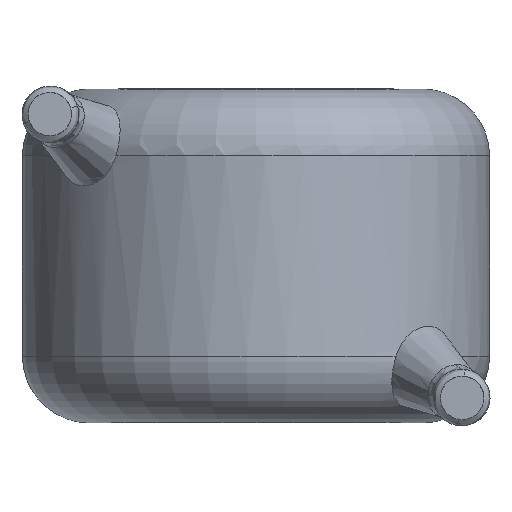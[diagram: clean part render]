
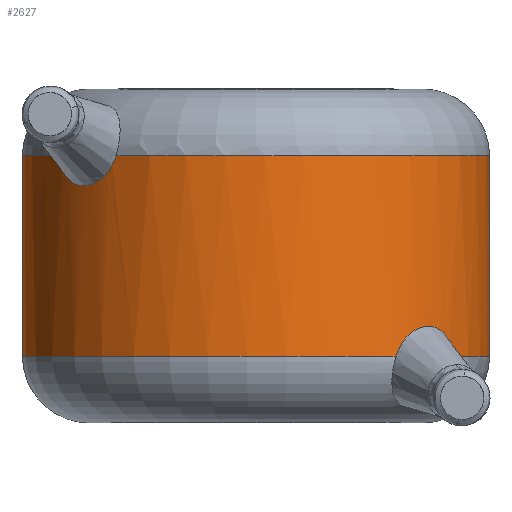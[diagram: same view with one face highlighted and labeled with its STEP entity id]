
A CAD part, front view. The second image highlights one B-rep face of the part: STEP entity #2627.
In plain terms, the highlighted cylindrical face has radius 3.5 mm (diameter 7 mm), a partial arc.
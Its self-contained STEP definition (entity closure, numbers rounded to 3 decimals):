
#1 = ORIENTED_EDGE ( 'NONE', *, *, #3042, .T. ) ;
#4 = CARTESIAN_POINT ( 'NONE',  ( -2.816, -2.079, 3.65 ) ) ;
#32 = CARTESIAN_POINT ( 'NONE',  ( -2.338, -2.606, 3.633 ) ) ;
#80 = CARTESIAN_POINT ( 'NONE',  ( 2.927, -1.919, 1.137 ) ) ;
#96 = EDGE_LOOP ( 'NONE', ( #3654, #3141, #554, #1603, #1, #3893, #2388, #815, #3585 ) ) ;
#107 = VERTEX_POINT ( 'NONE', #1379 ) ;
#128 = AXIS2_PLACEMENT_3D ( 'NONE', #972, #2596, #2912 ) ;
#141 = CARTESIAN_POINT ( 'NONE',  ( 2.376, -2.572, 1.399 ) ) ;
#226 = VECTOR ( 'NONE', #2536, 1000. ) ;
#375 = CARTESIAN_POINT ( 'NONE',  ( -2.903, -1.957, 3.799 ) ) ;
#412 = CARTESIAN_POINT ( 'NONE',  ( 2.476, -2.478, 1.445 ) ) ;
#492 = CIRCLE ( 'NONE', #1311, 3.5 ) ;
#503 = CARTESIAN_POINT ( 'NONE',  ( -2.098, -2.801, 4. ) ) ;
#554 = ORIENTED_EDGE ( 'NONE', *, *, #3124, .F. ) ;
#592 = CARTESIAN_POINT ( 'NONE',  ( -3.5, 0., 4. ) ) ;
#643 = CARTESIAN_POINT ( 'NONE',  ( -2.629, -2.313, 3.546 ) ) ;
#667 = DIRECTION ( 'NONE',  ( 0., 0., -1. ) ) ;
#670 = DIRECTION ( 'NONE',  ( 0., 0., -1. ) ) ;
#694 = CARTESIAN_POINT ( 'NONE',  ( -2.135, -2.774, 3.879 ) ) ;
#815 = ORIENTED_EDGE ( 'NONE', *, *, #3282, .T. ) ;
#972 = CARTESIAN_POINT ( 'NONE',  ( 0., 0., 5. ) ) ;
#977 = CARTESIAN_POINT ( 'NONE',  ( -3.5, 0., 5. ) ) ;
#1075 = EDGE_CURVE ( 'NONE', #4119, #2051, #492, .T. ) ;
#1096 = LINE ( 'NONE', #977, #226 ) ;
#1238 = DIRECTION ( 'NONE',  ( 0., 0., -1. ) ) ;
#1269 = VERTEX_POINT ( 'NONE', #592 ) ;
#1311 = AXIS2_PLACEMENT_3D ( 'NONE', #3959, #670, #2336 ) ;
#1368 = B_SPLINE_CURVE_WITH_KNOTS ( 'NONE', 3,
 ( #1739, #1794, #2115, #141, #412, #3360, #4013, #1412, #80, #1751 ),
 .UNSPECIFIED., .F., .F.,
 ( 4, 2, 2, 2, 4 ),
 ( 0., 0., 0.001, 0.001, 0.002 ),
 .UNSPECIFIED. ) ;
#1379 = CARTESIAN_POINT ( 'NONE',  ( 3.5, 0., 1. ) ) ;
#1412 = CARTESIAN_POINT ( 'NONE',  ( 2.883, -1.988, 1.259 ) ) ;
#1521 = DIRECTION ( 'NONE',  ( 1., 0., 0. ) ) ;
#1570 = CYLINDRICAL_SURFACE ( 'NONE', #128, 3.5 ) ;
#1585 = CARTESIAN_POINT ( 'NONE',  ( -2.94, -1.899, 4. ) ) ;
#1589 = EDGE_CURVE ( 'NONE', #3049, #107, #1678, .T. ) ;
#1603 = ORIENTED_EDGE ( 'NONE', *, *, #1615, .F. ) ;
#1615 = EDGE_CURVE ( 'NONE', #3797, #2155, #1619, .T. ) ;
#1619 = B_SPLINE_CURVE_WITH_KNOTS ( 'NONE', 3,
 ( #1585, #1690, #375, #4, #2623, #643, #2272, #3301, #32, #2638 ),
 .UNSPECIFIED., .F., .F.,
 ( 4, 2, 2, 2, 4 ),
 ( 0., 0., 0.001, 0.001, 0.001 ),
 .UNSPECIFIED. ) ;
#1678 = CIRCLE ( 'NONE', #4086, 3.5 ) ;
#1690 = CARTESIAN_POINT ( 'NONE',  ( -2.93, -1.914, 3.895 ) ) ;
#1700 = CARTESIAN_POINT ( 'NONE',  ( 2.94, -1.899, 1. ) ) ;
#1713 = CARTESIAN_POINT ( 'NONE',  ( -2.198, -2.726, 3.774 ) ) ;
#1739 = CARTESIAN_POINT ( 'NONE',  ( 2.098, -2.801, 1. ) ) ;
#1751 = CARTESIAN_POINT ( 'NONE',  ( 2.94, -1.899, 1. ) ) ;
#1794 = CARTESIAN_POINT ( 'NONE',  ( 2.137, -2.772, 1.13 ) ) ;
#2051 = VERTEX_POINT ( 'NONE', #503 ) ;
#2115 = CARTESIAN_POINT ( 'NONE',  ( 2.207, -2.719, 1.241 ) ) ;
#2155 = VERTEX_POINT ( 'NONE', #2885 ) ;
#2211 = CARTESIAN_POINT ( 'NONE',  ( 0., 0., 1. ) ) ;
#2226 = AXIS2_PLACEMENT_3D ( 'NONE', #3642, #667, #2632 ) ;
#2272 = CARTESIAN_POINT ( 'NONE',  ( -2.556, -2.393, 3.544 ) ) ;
#2333 = CIRCLE ( 'NONE', #2226, 3.5 ) ;
#2336 = DIRECTION ( 'NONE',  ( 1., 0., 0. ) ) ;
#2388 = ORIENTED_EDGE ( 'NONE', *, *, #2516, .T. ) ;
#2502 = B_SPLINE_CURVE_WITH_KNOTS ( 'NONE', 3,
 ( #3657, #1713, #694, #3986 ),
 .UNSPECIFIED., .F., .F.,
 ( 4, 4 ),
 ( 0.001, 0.002 ),
 .UNSPECIFIED. ) ;
#2516 = EDGE_CURVE ( 'NONE', #3337, #3488, #2985, .T. ) ;
#2536 = DIRECTION ( 'NONE',  ( 0., 0., -1. ) ) ;
#2552 = CARTESIAN_POINT ( 'NONE',  ( 3.5, 0., 4. ) ) ;
#2576 = CARTESIAN_POINT ( 'NONE',  ( 3.5, 0., 5. ) ) ;
#2596 = DIRECTION ( 'NONE',  ( 0., 0., -1. ) ) ;
#2623 = CARTESIAN_POINT ( 'NONE',  ( -2.759, -2.157, 3.598 ) ) ;
#2627 = ADVANCED_FACE ( 'NONE', ( #3104 ), #1570, .T. ) ;
#2632 = DIRECTION ( 'NONE',  ( 1., 0., 0. ) ) ;
#2638 = CARTESIAN_POINT ( 'NONE',  ( -2.275, -2.66, 3.696 ) ) ;
#2767 = CARTESIAN_POINT ( 'NONE',  ( 2.098, -2.801, 1. ) ) ;
#2789 = CARTESIAN_POINT ( 'NONE',  ( 0., 0., 1. ) ) ;
#2796 = DIRECTION ( 'NONE',  ( 0., 0., 1. ) ) ;
#2803 = DIRECTION ( 'NONE',  ( 0., 0., 1. ) ) ;
#2804 = VECTOR ( 'NONE', #1238, 1000. ) ;
#2885 = CARTESIAN_POINT ( 'NONE',  ( -2.275, -2.66, 3.696 ) ) ;
#2908 = AXIS2_PLACEMENT_3D ( 'NONE', #2211, #2796, #3867 ) ;
#2912 = DIRECTION ( 'NONE',  ( -1., 0., 0. ) ) ;
#2918 = EDGE_CURVE ( 'NONE', #4119, #107, #3677, .T. ) ;
#2985 = CIRCLE ( 'NONE', #2908, 3.5 ) ;
#3042 = EDGE_CURVE ( 'NONE', #3797, #1269, #2333, .T. ) ;
#3049 = VERTEX_POINT ( 'NONE', #1700 ) ;
#3104 = FACE_OUTER_BOUND ( 'NONE', #96, .T. ) ;
#3124 = EDGE_CURVE ( 'NONE', #2155, #2051, #2502, .T. ) ;
#3141 = ORIENTED_EDGE ( 'NONE', *, *, #1075, .T. ) ;
#3282 = EDGE_CURVE ( 'NONE', #3488, #3049, #1368, .T. ) ;
#3301 = CARTESIAN_POINT ( 'NONE',  ( -2.41, -2.54, 3.588 ) ) ;
#3337 = VERTEX_POINT ( 'NONE', #3344 ) ;
#3344 = CARTESIAN_POINT ( 'NONE',  ( -3.5, 0., 1. ) ) ;
#3360 = CARTESIAN_POINT ( 'NONE',  ( 2.661, -2.278, 1.453 ) ) ;
#3488 = VERTEX_POINT ( 'NONE', #2767 ) ;
#3585 = ORIENTED_EDGE ( 'NONE', *, *, #1589, .T. ) ;
#3642 = CARTESIAN_POINT ( 'NONE',  ( 0., 0., 4. ) ) ;
#3654 = ORIENTED_EDGE ( 'NONE', *, *, #2918, .F. ) ;
#3657 = CARTESIAN_POINT ( 'NONE',  ( -2.275, -2.66, 3.696 ) ) ;
#3677 = LINE ( 'NONE', #2576, #2804 ) ;
#3797 = VERTEX_POINT ( 'NONE', #4010 ) ;
#3867 = DIRECTION ( 'NONE',  ( 1., 0., 0. ) ) ;
#3893 = ORIENTED_EDGE ( 'NONE', *, *, #4044, .T. ) ;
#3959 = CARTESIAN_POINT ( 'NONE',  ( 0., 0., 4. ) ) ;
#3986 = CARTESIAN_POINT ( 'NONE',  ( -2.098, -2.801, 4. ) ) ;
#4010 = CARTESIAN_POINT ( 'NONE',  ( -2.94, -1.899, 4. ) ) ;
#4013 = CARTESIAN_POINT ( 'NONE',  ( 2.75, -2.169, 1.416 ) ) ;
#4044 = EDGE_CURVE ( 'NONE', #1269, #3337, #1096, .T. ) ;
#4086 = AXIS2_PLACEMENT_3D ( 'NONE', #2789, #2803, #1521 ) ;
#4119 = VERTEX_POINT ( 'NONE', #2552 ) ;
